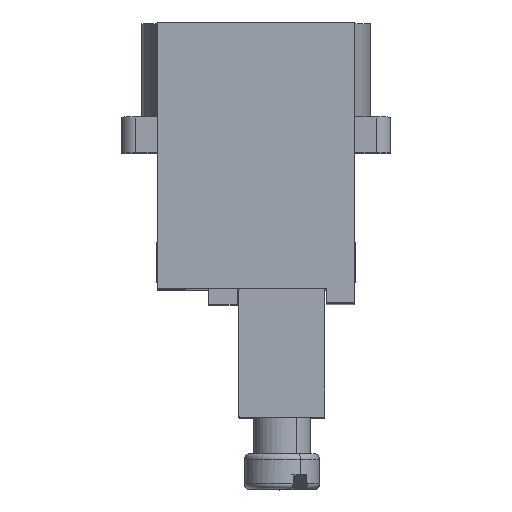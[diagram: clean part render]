
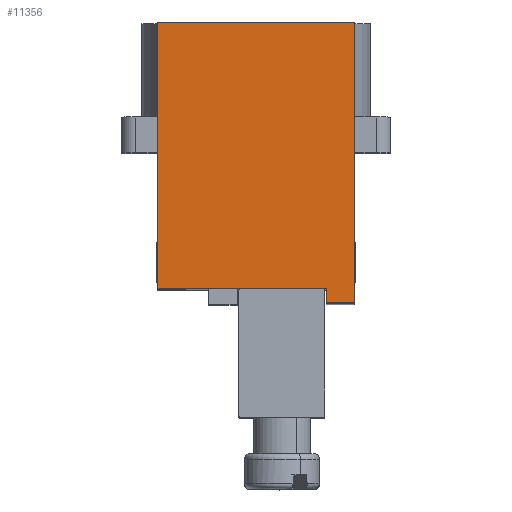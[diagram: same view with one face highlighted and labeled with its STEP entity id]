
A CAD part, top view. The second image highlights one B-rep face of the part: STEP entity #11356.
In plain terms, the highlighted face is planar.
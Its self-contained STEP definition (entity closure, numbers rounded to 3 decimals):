
#117 = EDGE_CURVE ( 'NONE', #5468, #12228, #5526, .T. ) ;
#411 = CARTESIAN_POINT ( 'NONE',  ( -34.5, 0., 6.9 ) ) ;
#468 = DIRECTION ( 'NONE',  ( 0., 0., -1. ) ) ;
#882 = CARTESIAN_POINT ( 'NONE',  ( -34.5, 0., -6.9 ) ) ;
#1004 = AXIS2_PLACEMENT_3D ( 'NONE', #10053, #2483, #1391 ) ;
#1242 = FACE_OUTER_BOUND ( 'NONE', #5692, .T. ) ;
#1337 = CARTESIAN_POINT ( 'NONE',  ( -34.5, 0., 6.9 ) ) ;
#1391 = DIRECTION ( 'NONE',  ( 0., 0., -1. ) ) ;
#2146 = VERTEX_POINT ( 'NONE', #10101 ) ;
#2483 = DIRECTION ( 'NONE',  ( 1., 0., 0. ) ) ;
#2579 = DIRECTION ( 'NONE',  ( 0., -1., 0. ) ) ;
#2862 = VECTOR ( 'NONE', #11204, 1000. ) ;
#3132 = DIRECTION ( 'NONE',  ( 0., -1., 0. ) ) ;
#3269 = VECTOR ( 'NONE', #2579, 1000. ) ;
#3284 = VECTOR ( 'NONE', #468, 1000. ) ;
#3415 = ORIENTED_EDGE ( 'NONE', *, *, #8938, .F. ) ;
#3804 = LINE ( 'NONE', #1337, #3284 ) ;
#3893 = VECTOR ( 'NONE', #12332, 1000. ) ;
#4146 = ORIENTED_EDGE ( 'NONE', *, *, #10423, .T. ) ;
#4531 = CARTESIAN_POINT ( 'NONE',  ( -34.5, 0., 6.9 ) ) ;
#4763 = VECTOR ( 'NONE', #3132, 1000. ) ;
#4778 = CARTESIAN_POINT ( 'NONE',  ( -34.5, 19.6, -6.9 ) ) ;
#4953 = ORIENTED_EDGE ( 'NONE', *, *, #117, .T. ) ;
#5117 = CARTESIAN_POINT ( 'NONE',  ( -34.5, 19.6, -4.9 ) ) ;
#5468 = VERTEX_POINT ( 'NONE', #7120 ) ;
#5526 = LINE ( 'NONE', #8766, #13386 ) ;
#5692 = EDGE_LOOP ( 'NONE', ( #4146, #7267, #3415, #4953, #11782, #12903 ) ) ;
#6213 = EDGE_CURVE ( 'NONE', #2146, #7631, #10100, .T. ) ;
#6498 = VERTEX_POINT ( 'NONE', #4531 ) ;
#7120 = CARTESIAN_POINT ( 'NONE',  ( -34.5, 18.6, 6.9 ) ) ;
#7267 = ORIENTED_EDGE ( 'NONE', *, *, #10906, .F. ) ;
#7631 = VERTEX_POINT ( 'NONE', #5117 ) ;
#8362 = VERTEX_POINT ( 'NONE', #882 ) ;
#8766 = CARTESIAN_POINT ( 'NONE',  ( -34.5, 18.6, 6.9 ) ) ;
#8938 = EDGE_CURVE ( 'NONE', #5468, #6498, #13679, .T. ) ;
#9683 = LINE ( 'NONE', #14085, #4763 ) ;
#10053 = CARTESIAN_POINT ( 'NONE',  ( -34.5, 0., 6.9 ) ) ;
#10100 = LINE ( 'NONE', #4778, #3893 ) ;
#10101 = CARTESIAN_POINT ( 'NONE',  ( -34.5, 19.6, -6.9 ) ) ;
#10120 = CARTESIAN_POINT ( 'NONE',  ( -34.5, 19.6, -4.9 ) ) ;
#10423 = EDGE_CURVE ( 'NONE', #2146, #8362, #9683, .T. ) ;
#10906 = EDGE_CURVE ( 'NONE', #6498, #8362, #3804, .T. ) ;
#11204 = DIRECTION ( 'NONE',  ( 0., -1., 0. ) ) ;
#11279 = LINE ( 'NONE', #10120, #2862 ) ;
#11320 = EDGE_CURVE ( 'NONE', #7631, #12228, #11279, .T. ) ;
#11356 = ADVANCED_FACE ( 'NONE', ( #1242 ), #12358, .F. ) ;
#11782 = ORIENTED_EDGE ( 'NONE', *, *, #11320, .F. ) ;
#12080 = DIRECTION ( 'NONE',  ( 0., 0., -1. ) ) ;
#12228 = VERTEX_POINT ( 'NONE', #13716 ) ;
#12332 = DIRECTION ( 'NONE',  ( 0., 0., 1. ) ) ;
#12358 = PLANE ( 'NONE',  #1004 ) ;
#12903 = ORIENTED_EDGE ( 'NONE', *, *, #6213, .F. ) ;
#13386 = VECTOR ( 'NONE', #12080, 1000. ) ;
#13679 = LINE ( 'NONE', #411, #3269 ) ;
#13716 = CARTESIAN_POINT ( 'NONE',  ( -34.5, 18.6, -4.9 ) ) ;
#14085 = CARTESIAN_POINT ( 'NONE',  ( -34.5, 0., -6.9 ) ) ;
